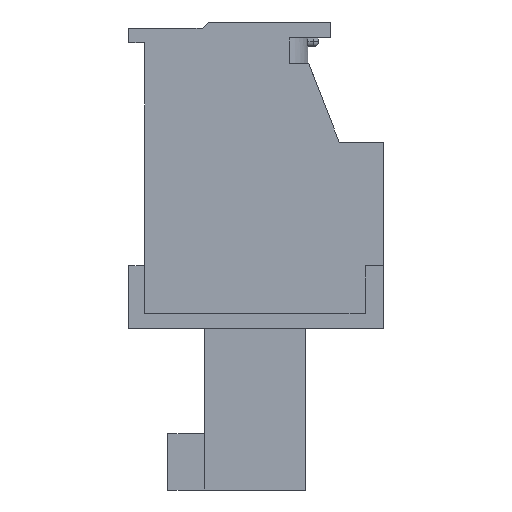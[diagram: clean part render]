
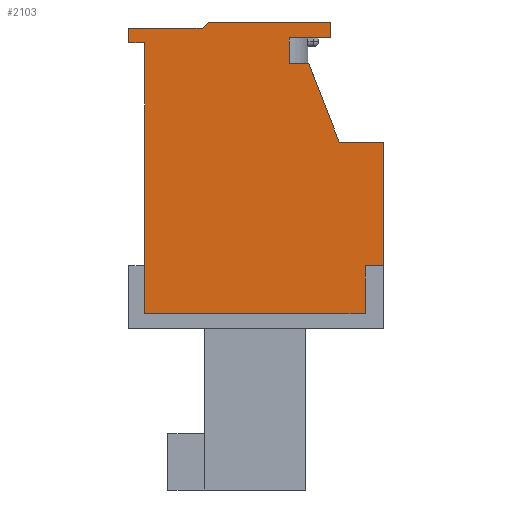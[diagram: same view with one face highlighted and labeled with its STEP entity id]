
A CAD part, left-side view. The second image highlights one B-rep face of the part: STEP entity #2103.
In plain terms, the highlighted planar face has unit normal (-1, 0, 0).
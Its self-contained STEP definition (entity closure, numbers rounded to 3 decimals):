
#2103 = ADVANCED_FACE( '', ( #4467 ), #4468, .T. );
#4467 = FACE_OUTER_BOUND( '', #7169, .T. );
#4468 = PLANE( '', #7170 );
#7169 = EDGE_LOOP( '', ( #12828, #12829, #12830, #12831, #12832, #12833, #12834, #12835, #12836, #12837, #12838, #12839, #12840, #12841, #12842, #12843 ) );
#7170 = AXIS2_PLACEMENT_3D( '', #12844, #12845, #12846 );
#12828 = ORIENTED_EDGE( '', *, *, #17471, .F. );
#12829 = ORIENTED_EDGE( '', *, *, #18832, .T. );
#12830 = ORIENTED_EDGE( '', *, *, #18833, .T. );
#12831 = ORIENTED_EDGE( '', *, *, #18834, .T. );
#12832 = ORIENTED_EDGE( '', *, *, #17462, .T. );
#12833 = ORIENTED_EDGE( '', *, *, #18017, .T. );
#12834 = ORIENTED_EDGE( '', *, *, #17324, .T. );
#12835 = ORIENTED_EDGE( '', *, *, #18835, .T. );
#12836 = ORIENTED_EDGE( '', *, *, #16562, .T. );
#12837 = ORIENTED_EDGE( '', *, *, #18612, .T. );
#12838 = ORIENTED_EDGE( '', *, *, #18836, .T. );
#12839 = ORIENTED_EDGE( '', *, *, #18837, .T. );
#12840 = ORIENTED_EDGE( '', *, *, #18838, .T. );
#12841 = ORIENTED_EDGE( '', *, *, #18394, .T. );
#12842 = ORIENTED_EDGE( '', *, *, #18159, .T. );
#12843 = ORIENTED_EDGE( '', *, *, #18839, .T. );
#12844 = CARTESIAN_POINT( '', ( -13.335, 0., 0. ) );
#12845 = DIRECTION( '', ( -1., 0., 0. ) );
#12846 = DIRECTION( '', ( 0., 0., 1. ) );
#16562 = EDGE_CURVE( '', #19825, #19826, #19827, .T. );
#17324 = EDGE_CURVE( '', #21147, #21148, #21149, .T. );
#17462 = EDGE_CURVE( '', #21380, #21381, #21382, .T. );
#17471 = EDGE_CURVE( '', #21396, #21397, #21398, .T. );
#18017 = EDGE_CURVE( '', #21381, #21147, #22260, .T. );
#18159 = EDGE_CURVE( '', #22472, #22473, #22474, .T. );
#18394 = EDGE_CURVE( '', #22832, #22472, #22833, .T. );
#18612 = EDGE_CURVE( '', #19826, #23137, #23139, .T. );
#18832 = EDGE_CURVE( '', #21396, #23443, #23444, .T. );
#18833 = EDGE_CURVE( '', #23443, #23445, #23446, .T. );
#18834 = EDGE_CURVE( '', #23445, #21380, #23447, .T. );
#18835 = EDGE_CURVE( '', #21148, #19825, #23448, .T. );
#18836 = EDGE_CURVE( '', #23137, #23449, #23450, .T. );
#18837 = EDGE_CURVE( '', #23449, #23451, #23452, .T. );
#18838 = EDGE_CURVE( '', #23451, #22832, #23453, .T. );
#18839 = EDGE_CURVE( '', #22473, #21397, #23454, .T. );
#19825 = VERTEX_POINT( '', #24620 );
#19826 = VERTEX_POINT( '', #24621 );
#19827 = LINE( '', #24622, #24623 );
#21147 = VERTEX_POINT( '', #26547 );
#21148 = VERTEX_POINT( '', #26548 );
#21149 = LINE( '', #26549, #26550 );
#21380 = VERTEX_POINT( '', #26927 );
#21381 = VERTEX_POINT( '', #26928 );
#21382 = LINE( '', #26929, #26930 );
#21396 = VERTEX_POINT( '', #26946 );
#21397 = VERTEX_POINT( '', #26947 );
#21398 = LINE( '', #26948, #26949 );
#22260 = LINE( '', #28231, #28232 );
#22472 = VERTEX_POINT( '', #28545 );
#22473 = VERTEX_POINT( '', #28546 );
#22474 = LINE( '', #28547, #28548 );
#22832 = VERTEX_POINT( '', #29083 );
#22833 = LINE( '', #29084, #29085 );
#23137 = VERTEX_POINT( '', #29543 );
#23139 = LINE( '', #29546, #29547 );
#23443 = VERTEX_POINT( '', #30014 );
#23444 = LINE( '', #30015, #30016 );
#23445 = VERTEX_POINT( '', #30017 );
#23446 = LINE( '', #30018, #30019 );
#23447 = LINE( '', #30020, #30021 );
#23448 = LINE( '', #30022, #30023 );
#23449 = VERTEX_POINT( '', #30024 );
#23450 = LINE( '', #30025, #30026 );
#23451 = VERTEX_POINT( '', #30027 );
#23452 = LINE( '', #30028, #30029 );
#23453 = LINE( '', #30030, #30031 );
#23454 = LINE( '', #30032, #30033 );
#24620 = CARTESIAN_POINT( '', ( -13.335, 5.15, 5.525 ) );
#24621 = CARTESIAN_POINT( '', ( -13.335, 4.5, 5.525 ) );
#24622 = CARTESIAN_POINT( '', ( -13.335, 5.15, 5.525 ) );
#24623 = VECTOR( '', #31533, 1000. );
#26547 = CARTESIAN_POINT( '', ( -13.335, 2.153, 6.125 ) );
#26548 = CARTESIAN_POINT( '', ( -13.335, 5.15, 6.125 ) );
#26549 = CARTESIAN_POINT( '', ( -13.335, 2.153, 6.125 ) );
#26550 = VECTOR( '', #32266, 1000. );
#26927 = CARTESIAN_POINT( '', ( -13.335, -3.1, 6.375 ) );
#26928 = CARTESIAN_POINT( '', ( -13.335, 1.9, 6.375 ) );
#26929 = CARTESIAN_POINT( '', ( -13.335, -3.1, 6.375 ) );
#26930 = VECTOR( '', #32380, 1000. );
#26946 = CARTESIAN_POINT( '', ( -13.335, -1.4, 4.675 ) );
#26947 = CARTESIAN_POINT( '', ( -13.335, -2.2, 4.675 ) );
#26948 = CARTESIAN_POINT( '', ( -13.335, -1.4, 4.675 ) );
#26949 = VECTOR( '', #32398, 1000. );
#28231 = CARTESIAN_POINT( '', ( -13.335, 1.9, 6.375 ) );
#28232 = VECTOR( '', #32922, 1000. );
#28545 = CARTESIAN_POINT( '', ( -13.335, -5.25, 1.475 ) );
#28546 = CARTESIAN_POINT( '', ( -13.335, -3.45, 1.475 ) );
#28547 = CARTESIAN_POINT( '', ( -13.335, -5.25, 1.475 ) );
#28548 = VECTOR( '', #33056, 1000. );
#29083 = CARTESIAN_POINT( '', ( -13.335, -5.25, -3.575 ) );
#29084 = CARTESIAN_POINT( '', ( -13.335, -5.25, -3.575 ) );
#29085 = VECTOR( '', #33304, 1000. );
#29543 = CARTESIAN_POINT( '', ( -13.335, 4.5, -5.525 ) );
#29546 = CARTESIAN_POINT( '', ( -13.335, 4.5, 5.525 ) );
#29547 = VECTOR( '', #33490, 1000. );
#30014 = CARTESIAN_POINT( '', ( -13.335, -1.4, 5.725 ) );
#30015 = CARTESIAN_POINT( '', ( -13.335, -1.4, 4.675 ) );
#30016 = VECTOR( '', #33688, 1000. );
#30017 = CARTESIAN_POINT( '', ( -13.335, -3.1, 5.725 ) );
#30018 = CARTESIAN_POINT( '', ( -13.335, -2.2, 5.725 ) );
#30019 = VECTOR( '', #33689, 1000. );
#30020 = CARTESIAN_POINT( '', ( -13.335, -3.1, 5.725 ) );
#30021 = VECTOR( '', #33690, 1000. );
#30022 = CARTESIAN_POINT( '', ( -13.335, 5.15, 6.125 ) );
#30023 = VECTOR( '', #33691, 1000. );
#30024 = CARTESIAN_POINT( '', ( -13.335, -4.5, -5.525 ) );
#30025 = CARTESIAN_POINT( '', ( -13.335, 4.5, -5.525 ) );
#30026 = VECTOR( '', #33692, 1000. );
#30027 = CARTESIAN_POINT( '', ( -13.335, -4.5, -3.575 ) );
#30028 = CARTESIAN_POINT( '', ( -13.335, -4.5, -5.525 ) );
#30029 = VECTOR( '', #33693, 1000. );
#30030 = CARTESIAN_POINT( '', ( -13.335, -4.5, -3.575 ) );
#30031 = VECTOR( '', #33694, 1000. );
#30032 = CARTESIAN_POINT( '', ( -13.335, -3.45, 1.475 ) );
#30033 = VECTOR( '', #33695, 1000. );
#31533 = DIRECTION( '', ( 0., -1., 0. ) );
#32266 = DIRECTION( '', ( 0., 1., 0. ) );
#32380 = DIRECTION( '', ( 0., 1., 0. ) );
#32398 = DIRECTION( '', ( 0., -1., 0. ) );
#32922 = DIRECTION( '', ( 0., 0.711, -0.704 ) );
#33056 = DIRECTION( '', ( 0., 1., 0. ) );
#33304 = DIRECTION( '', ( 0., 0., 1. ) );
#33490 = DIRECTION( '', ( 0., 0., -1. ) );
#33688 = DIRECTION( '', ( 0., 0., 1. ) );
#33689 = DIRECTION( '', ( 0., -1., 0. ) );
#33690 = DIRECTION( '', ( 0., 0., 1. ) );
#33691 = DIRECTION( '', ( 0., 0., -1. ) );
#33692 = DIRECTION( '', ( 0., -1., 0. ) );
#33693 = DIRECTION( '', ( 0., 0., 1. ) );
#33694 = DIRECTION( '', ( 0., -1., 0. ) );
#33695 = DIRECTION( '', ( 0., 0.364, 0.931 ) );
